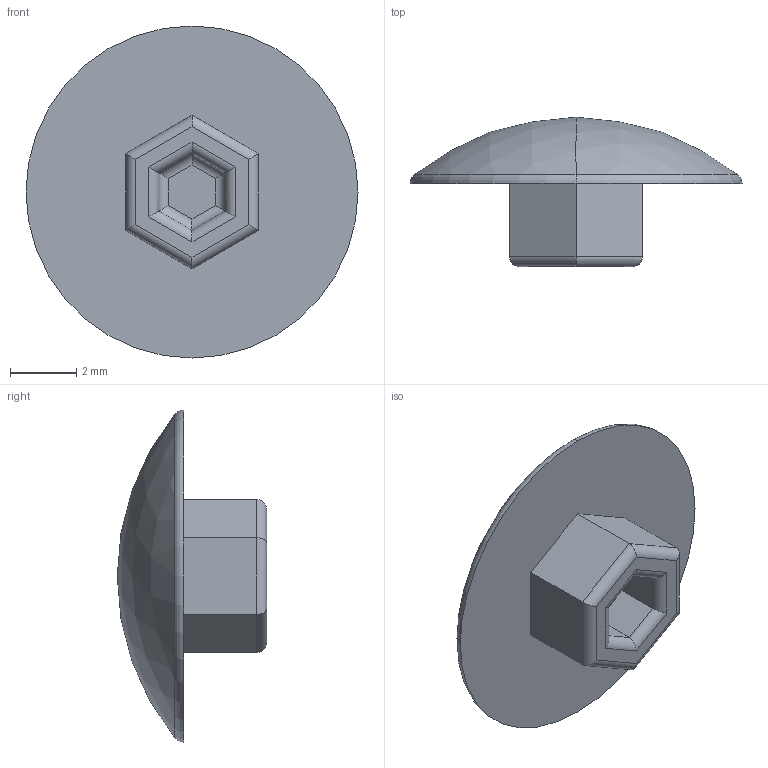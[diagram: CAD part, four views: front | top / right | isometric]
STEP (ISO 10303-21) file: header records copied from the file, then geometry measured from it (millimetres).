
FILE_DESCRIPTION (( 'STEP AP203' ), '1' );
FILE_NAME ('084.202.006.STEP', '2013-01-24T13:32:39', ( 'Alusic' ), ( 'Alusic' ), 'SwSTEP 2.0', 'SolidWorks 2011', '' );
FILE_SCHEMA (( 'CONFIG_CONTROL_DESIGN' ));
Length unit declared in the file: millimetre
Products named in the file (1): 084.202.006
Bounding box: 10 x 4.5 x 10 mm (x, y, z)
Volume: 113.8 mm3; surface area: 220.5 mm2
Topology: 1 solids, 1 shells, 37 faces, 80 edges, 47 vertices
Faces by surface type: cylinder 18, plane 15, sphere 2, torus 2
Entity records: 1047 total; most frequent: CARTESIAN_POINT 219, ORIENTED_EDGE 160, DIRECTION 146, EDGE_CURVE 80, VECTOR 54, LINE 54, VERTEX_POINT 47, AXIS2_PLACEMENT_3D 46
